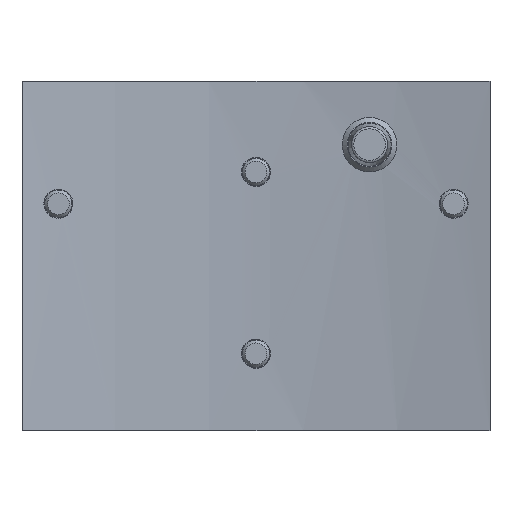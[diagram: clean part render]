
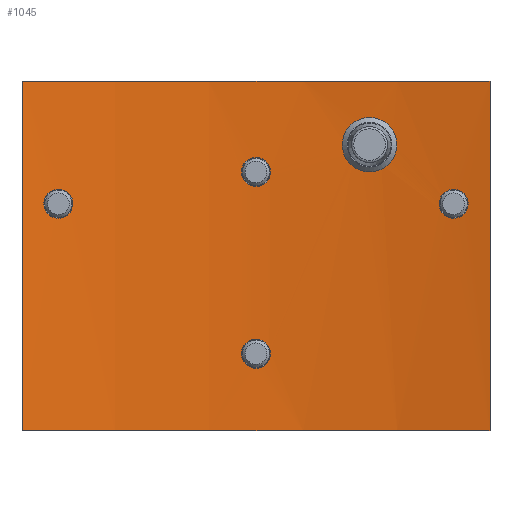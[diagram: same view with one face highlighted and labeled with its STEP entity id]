
A CAD part, front view. The second image highlights one B-rep face of the part: STEP entity #1045.
In plain terms, the highlighted cylindrical face has radius 225 mm (diameter 450 mm), a partial arc.
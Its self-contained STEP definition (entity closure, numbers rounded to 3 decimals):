
#120=LINE('',#1817,#170);
#121=LINE('',#1821,#171);
#170=VECTOR('',#1427,1000.);
#171=VECTOR('',#1430,1000.);
#220=CIRCLE('',#1282,225.);
#221=CIRCLE('',#1283,225.);
#276=ORIENTED_EDGE('',*,*,#530,.F.);
#277=ORIENTED_EDGE('',*,*,#531,.F.);
#278=ORIENTED_EDGE('',*,*,#532,.T.);
#279=ORIENTED_EDGE('',*,*,#533,.T.);
#280=ORIENTED_EDGE('',*,*,#534,.T.);
#281=ORIENTED_EDGE('',*,*,#535,.T.);
#282=ORIENTED_EDGE('',*,*,#536,.T.);
#283=ORIENTED_EDGE('',*,*,#537,.T.);
#284=ORIENTED_EDGE('',*,*,#538,.T.);
#530=EDGE_CURVE('',#657,#658,#220,.T.);
#531=EDGE_CURVE('',#659,#657,#120,.T.);
#532=EDGE_CURVE('',#659,#660,#221,.T.);
#533=EDGE_CURVE('',#660,#658,#121,.T.);
#534=EDGE_CURVE('',#661,#661,#747,.T.);
#535=EDGE_CURVE('',#662,#662,#748,.T.);
#536=EDGE_CURVE('',#663,#663,#749,.T.);
#537=EDGE_CURVE('',#664,#664,#750,.T.);
#538=EDGE_CURVE('',#665,#665,#751,.T.);
#657=VERTEX_POINT('',#1815);
#658=VERTEX_POINT('',#1816);
#659=VERTEX_POINT('',#1818);
#660=VERTEX_POINT('',#1820);
#661=VERTEX_POINT('',#1833);
#662=VERTEX_POINT('',#1845);
#663=VERTEX_POINT('',#1857);
#664=VERTEX_POINT('',#1869);
#665=VERTEX_POINT('',#1881);
#747=B_SPLINE_CURVE_WITH_KNOTS('',3,(#1822,#1823,#1824,#1825,#1826,#1827,
#1828,#1829,#1830,#1831,#1832),.UNSPECIFIED.,.T.,.F.,(1,1,1,1,1,1,1,1,1,
1,1,1,1,1,1),(-0.008,-0.005,-0.003,
0.,0.003,0.005,0.008,0.01,
0.013,0.015,0.018,0.02,
0.023,0.025,0.028),.UNSPECIFIED.);
#748=B_SPLINE_CURVE_WITH_KNOTS('',3,(#1834,#1835,#1836,#1837,#1838,#1839,
#1840,#1841,#1842,#1843,#1844),.UNSPECIFIED.,.T.,.F.,(1,1,1,1,1,1,1,1,1,
1,1,1,1,1,1),(-0.008,-0.005,-0.003,
0.,0.003,0.005,0.008,0.01,
0.013,0.015,0.018,0.02,
0.023,0.025,0.028),.UNSPECIFIED.);
#749=B_SPLINE_CURVE_WITH_KNOTS('',3,(#1846,#1847,#1848,#1849,#1850,#1851,
#1852,#1853,#1854,#1855,#1856),.UNSPECIFIED.,.T.,.F.,(1,1,1,1,1,1,1,1,1,
1,1,1,1,1,1),(-0.008,-0.005,-0.003,
0.,0.003,0.005,0.008,0.01,
0.013,0.015,0.018,0.02,
0.023,0.025,0.028),.UNSPECIFIED.);
#750=B_SPLINE_CURVE_WITH_KNOTS('',3,(#1858,#1859,#1860,#1861,#1862,#1863,
#1864,#1865,#1866,#1867,#1868),.UNSPECIFIED.,.T.,.F.,(1,1,1,1,1,1,1,1,1,
1,1,1,1,1,1),(-0.008,-0.005,-0.003,
0.,0.003,0.005,0.008,0.01,
0.013,0.015,0.018,0.02,
0.023,0.025,0.028),.UNSPECIFIED.);
#751=B_SPLINE_CURVE_WITH_KNOTS('',3,(#1870,#1871,#1872,#1873,#1874,#1875,
#1876,#1877,#1878,#1879,#1880),.UNSPECIFIED.,.T.,.F.,(1,1,1,1,1,1,1,1,1,
1,1,1,1,1,1),(-0.012,-0.008,-0.004,
0.,0.004,0.008,0.012,0.016,
0.02,0.024,0.028,0.032,
0.036,0.04,0.044),.UNSPECIFIED.);
#776=EDGE_LOOP('',(#276,#277,#278,#279));
#777=EDGE_LOOP('',(#280));
#778=EDGE_LOOP('',(#281));
#779=EDGE_LOOP('',(#282));
#780=EDGE_LOOP('',(#283));
#781=EDGE_LOOP('',(#284));
#904=FACE_BOUND('',#776,.T.);
#905=FACE_BOUND('',#777,.T.);
#906=FACE_BOUND('',#778,.T.);
#907=FACE_BOUND('',#779,.T.);
#908=FACE_BOUND('',#780,.T.);
#909=FACE_BOUND('',#781,.T.);
#1028=CYLINDRICAL_SURFACE('',#1281,225.);
#1045=ADVANCED_FACE('',(#904,#905,#906,#907,#908,#909),#1028,.F.);
#1281=AXIS2_PLACEMENT_3D('',#1813,#1423,#1424);
#1282=AXIS2_PLACEMENT_3D('',#1814,#1425,#1426);
#1283=AXIS2_PLACEMENT_3D('',#1819,#1428,#1429);
#1423=DIRECTION('',(0.,0.,-1.));
#1424=DIRECTION('',(-1.,0.,0.));
#1425=DIRECTION('',(0.,0.,1.));
#1426=DIRECTION('',(1.,0.,0.));
#1427=DIRECTION('',(0.,0.,-1.));
#1428=DIRECTION('',(0.,0.,1.));
#1429=DIRECTION('',(1.,0.,0.));
#1430=DIRECTION('',(0.,0.,-1.));
#1813=CARTESIAN_POINT('',(0.,-219.027,38.5));
#1814=CARTESIAN_POINT('',(0.,-219.027,-38.5));
#1815=CARTESIAN_POINT('',(51.5,0.,-38.5));
#1816=CARTESIAN_POINT('',(-51.5,0.,-38.5));
#1817=CARTESIAN_POINT('',(51.5,0.,38.5));
#1818=CARTESIAN_POINT('',(51.5,0.,38.5));
#1819=CARTESIAN_POINT('',(0.,-219.027,38.5));
#1820=CARTESIAN_POINT('',(-51.5,0.,38.5));
#1821=CARTESIAN_POINT('',(-51.5,0.,38.5));
#1822=CARTESIAN_POINT('',(45.99,1.226,8.975));
#1823=CARTESIAN_POINT('',(43.5,1.734,7.962));
#1824=CARTESIAN_POINT('',(41.009,2.207,8.976));
#1825=CARTESIAN_POINT('',(39.945,2.399,11.5));
#1826=CARTESIAN_POINT('',(41.011,2.207,14.029));
#1827=CARTESIAN_POINT('',(43.508,1.733,15.037));
#1828=CARTESIAN_POINT('',(45.988,1.226,14.025));
#1829=CARTESIAN_POINT('',(47.056,0.997,11.503));
#1830=CARTESIAN_POINT('',(45.99,1.226,8.975));
#1831=CARTESIAN_POINT('',(43.5,1.734,7.962));
#1832=CARTESIAN_POINT('',(41.009,2.207,8.976));
#1833=CARTESIAN_POINT('',(43.5,1.728,8.3));
#1834=CARTESIAN_POINT('',(-45.99,1.226,14.025));
#1835=CARTESIAN_POINT('',(-43.5,1.734,15.038));
#1836=CARTESIAN_POINT('',(-41.009,2.207,14.024));
#1837=CARTESIAN_POINT('',(-39.945,2.399,11.5));
#1838=CARTESIAN_POINT('',(-41.011,2.207,8.971));
#1839=CARTESIAN_POINT('',(-43.508,1.733,7.963));
#1840=CARTESIAN_POINT('',(-45.988,1.226,8.975));
#1841=CARTESIAN_POINT('',(-47.056,0.997,11.497));
#1842=CARTESIAN_POINT('',(-45.99,1.226,14.025));
#1843=CARTESIAN_POINT('',(-43.5,1.734,15.038));
#1844=CARTESIAN_POINT('',(-41.009,2.207,14.024));
#1845=CARTESIAN_POINT('',(-43.5,1.728,14.7));
#1846=CARTESIAN_POINT('',(2.51,5.962,15.994));
#1847=CARTESIAN_POINT('',(-0.001,5.979,14.953));
#1848=CARTESIAN_POINT('',(-2.508,5.962,15.994));
#1849=CARTESIAN_POINT('',(-3.546,5.945,18.497));
#1850=CARTESIAN_POINT('',(-2.509,5.962,21.007));
#1851=CARTESIAN_POINT('',(0.,5.979,22.046));
#1852=CARTESIAN_POINT('',(2.504,5.962,21.01));
#1853=CARTESIAN_POINT('',(3.546,5.945,18.504));
#1854=CARTESIAN_POINT('',(2.51,5.962,15.994));
#1855=CARTESIAN_POINT('',(-0.001,5.979,14.953));
#1856=CARTESIAN_POINT('',(-2.508,5.962,15.994));
#1857=CARTESIAN_POINT('',(0.,5.973,15.3));
#1858=CARTESIAN_POINT('',(2.51,5.962,-24.006));
#1859=CARTESIAN_POINT('',(-0.001,5.979,-25.047));
#1860=CARTESIAN_POINT('',(-2.508,5.962,-24.006));
#1861=CARTESIAN_POINT('',(-3.546,5.945,-21.503));
#1862=CARTESIAN_POINT('',(-2.509,5.962,-18.993));
#1863=CARTESIAN_POINT('',(0.,5.979,-17.954));
#1864=CARTESIAN_POINT('',(2.504,5.962,-18.99));
#1865=CARTESIAN_POINT('',(3.546,5.945,-21.496));
#1866=CARTESIAN_POINT('',(2.51,5.962,-24.006));
#1867=CARTESIAN_POINT('',(-0.001,5.979,-25.047));
#1868=CARTESIAN_POINT('',(-2.508,5.962,-24.006));
#1869=CARTESIAN_POINT('',(0.,5.973,-24.7));
#1870=CARTESIAN_POINT('',(28.951,4.109,20.532));
#1871=CARTESIAN_POINT('',(25.001,4.594,18.904));
#1872=CARTESIAN_POINT('',(21.046,4.993,20.534));
#1873=CARTESIAN_POINT('',(19.396,5.134,24.5));
#1874=CARTESIAN_POINT('',(21.05,4.993,28.473));
#1875=CARTESIAN_POINT('',(25.01,4.593,30.094));
#1876=CARTESIAN_POINT('',(28.948,4.11,28.468));
#1877=CARTESIAN_POINT('',(30.605,3.881,24.503));
#1878=CARTESIAN_POINT('',(28.951,4.109,20.532));
#1879=CARTESIAN_POINT('',(25.001,4.594,18.904));
#1880=CARTESIAN_POINT('',(21.046,4.993,20.534));
#1881=CARTESIAN_POINT('',(25.,4.58,19.447));
